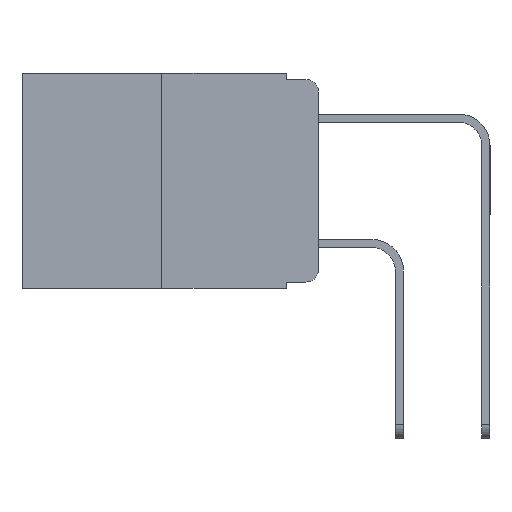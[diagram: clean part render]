
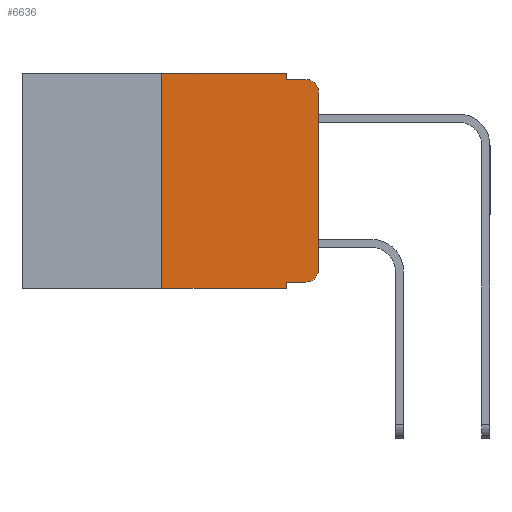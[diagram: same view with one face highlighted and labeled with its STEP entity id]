
A CAD part, left-side view. The second image highlights one B-rep face of the part: STEP entity #6636.
In plain terms, the highlighted planar face has unit normal (-1, 0, 0).
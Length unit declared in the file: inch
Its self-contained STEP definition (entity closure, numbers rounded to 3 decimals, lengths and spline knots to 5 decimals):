
#91 = VECTOR ( 'NONE', #14165, 39.37008 ) ;
#233 = DIRECTION ( 'NONE',  ( 0., 0., -1. ) ) ;
#402 = CIRCLE ( 'NONE', #16176, 0.02 ) ;
#627 = VERTEX_POINT ( 'NONE', #11943 ) ;
#1131 = LINE ( 'NONE', #4082, #15664 ) ;
#1817 = CARTESIAN_POINT ( 'NONE',  ( 0., 0.25, -0.343 ) ) ;
#2332 = VECTOR ( 'NONE', #3960, 39.37008 ) ;
#2374 = CARTESIAN_POINT ( 'NONE',  ( 0., 0.473, 0. ) ) ;
#2570 = EDGE_CURVE ( 'NONE', #11864, #4997, #17314, .T. ) ;
#2840 = CARTESIAN_POINT ( 'NONE',  ( 0., 0., 0. ) ) ;
#2873 = DIRECTION ( 'NONE',  ( 1., 0., 0. ) ) ;
#3149 = LINE ( 'NONE', #6830, #13492 ) ;
#3439 = LINE ( 'NONE', #4277, #17037 ) ;
#3444 = CARTESIAN_POINT ( 'NONE',  ( 0., 0.051, -0.333 ) ) ;
#3623 = EDGE_CURVE ( 'NONE', #4997, #7260, #16490, .T. ) ;
#3960 = DIRECTION ( 'NONE',  ( 0., -1., 0. ) ) ;
#3964 = ORIENTED_EDGE ( 'NONE', *, *, #14823, .T. ) ;
#4044 = VERTEX_POINT ( 'NONE', #1817 ) ;
#4082 = CARTESIAN_POINT ( 'NONE',  ( 0., 0.051, -0.01 ) ) ;
#4277 = CARTESIAN_POINT ( 'NONE',  ( 0., 0.473, -0.343 ) ) ;
#4289 = ORIENTED_EDGE ( 'NONE', *, *, #12275, .T. ) ;
#4484 = EDGE_CURVE ( 'NONE', #4044, #627, #3439, .T. ) ;
#4496 = VERTEX_POINT ( 'NONE', #12365 ) ;
#4579 = EDGE_CURVE ( 'NONE', #11864, #627, #12527, .T. ) ;
#4724 = FACE_OUTER_BOUND ( 'NONE', #12639, .T. ) ;
#4836 = CARTESIAN_POINT ( 'NONE',  ( 0., 0.25, 0. ) ) ;
#4997 = VERTEX_POINT ( 'NONE', #13253 ) ;
#5097 = DIRECTION ( 'NONE',  ( -1., 0., 0. ) ) ;
#5505 = EDGE_CURVE ( 'NONE', #4044, #6441, #11505, .T. ) ;
#5602 = CARTESIAN_POINT ( 'NONE',  ( 0., 0.051, -0.333 ) ) ;
#5684 = ORIENTED_EDGE ( 'NONE', *, *, #13968, .F. ) ;
#6067 = ORIENTED_EDGE ( 'NONE', *, *, #6457, .F. ) ;
#6441 = VERTEX_POINT ( 'NONE', #9470 ) ;
#6457 = EDGE_CURVE ( 'NONE', #14291, #8697, #3149, .T. ) ;
#6636 = ADVANCED_FACE ( 'NONE', ( #4724 ), #14910, .F. ) ;
#6830 = CARTESIAN_POINT ( 'NONE',  ( 0., 0.051, 0. ) ) ;
#6880 = DIRECTION ( 'NONE',  ( 0., -1., 0. ) ) ;
#7260 = VERTEX_POINT ( 'NONE', #17683 ) ;
#7544 = EDGE_CURVE ( 'NONE', #6441, #14291, #12850, .T. ) ;
#8124 = ORIENTED_EDGE ( 'NONE', *, *, #7544, .F. ) ;
#8573 = CARTESIAN_POINT ( 'NONE',  ( 0., 0.051, 0. ) ) ;
#8697 = VERTEX_POINT ( 'NONE', #10233 ) ;
#9007 = DIRECTION ( 'NONE',  ( -1., 0., 0. ) ) ;
#9470 = CARTESIAN_POINT ( 'NONE',  ( 0., 0.25, 0. ) ) ;
#9683 = AXIS2_PLACEMENT_3D ( 'NONE', #9823, #2873, #12430 ) ;
#9823 = CARTESIAN_POINT ( 'NONE',  ( 0., 0.473, 0. ) ) ;
#10050 = VECTOR ( 'NONE', #12393, 39.37008 ) ;
#10233 = CARTESIAN_POINT ( 'NONE',  ( 0., 0.051, -0.01 ) ) ;
#10850 = ORIENTED_EDGE ( 'NONE', *, *, #5505, .F. ) ;
#11505 = LINE ( 'NONE', #4836, #91 ) ;
#11704 = ORIENTED_EDGE ( 'NONE', *, *, #4484, .T. ) ;
#11864 = VERTEX_POINT ( 'NONE', #5602 ) ;
#11943 = CARTESIAN_POINT ( 'NONE',  ( 0., 0.051, -0.343 ) ) ;
#12219 = CARTESIAN_POINT ( 'NONE',  ( 0., 0., -0.03 ) ) ;
#12275 = EDGE_CURVE ( 'NONE', #15205, #4496, #402, .T. ) ;
#12365 = CARTESIAN_POINT ( 'NONE',  ( 0., 0.02, -0.01 ) ) ;
#12393 = DIRECTION ( 'NONE',  ( 0., 0., 1. ) ) ;
#12430 = DIRECTION ( 'NONE',  ( 0., 0., -1. ) ) ;
#12527 = LINE ( 'NONE', #8573, #12921 ) ;
#12639 = EDGE_LOOP ( 'NONE', ( #3964, #4289, #5684, #6067, #8124, #10850, #11704, #12655, #13199, #14724 ) ) ;
#12655 = ORIENTED_EDGE ( 'NONE', *, *, #4579, .F. ) ;
#12850 = LINE ( 'NONE', #2374, #2332 ) ;
#12921 = VECTOR ( 'NONE', #14955, 39.37008 ) ;
#13079 = LINE ( 'NONE', #2840, #10050 ) ;
#13086 = CARTESIAN_POINT ( 'NONE',  ( 0., 0.02, -0.03 ) ) ;
#13199 = ORIENTED_EDGE ( 'NONE', *, *, #2570, .T. ) ;
#13253 = CARTESIAN_POINT ( 'NONE',  ( 0., 0.02, -0.333 ) ) ;
#13492 = VECTOR ( 'NONE', #17150, 39.37008 ) ;
#13767 = AXIS2_PLACEMENT_3D ( 'NONE', #16673, #9007, #233 ) ;
#13968 = EDGE_CURVE ( 'NONE', #8697, #4496, #1131, .T. ) ;
#13981 = VECTOR ( 'NONE', #15413, 39.37008 ) ;
#14165 = DIRECTION ( 'NONE',  ( 0., 0., 1. ) ) ;
#14291 = VERTEX_POINT ( 'NONE', #16535 ) ;
#14350 = DIRECTION ( 'NONE',  ( 0., 0., -1. ) ) ;
#14724 = ORIENTED_EDGE ( 'NONE', *, *, #3623, .T. ) ;
#14823 = EDGE_CURVE ( 'NONE', #7260, #15205, #13079, .T. ) ;
#14910 = PLANE ( 'NONE',  #9683 ) ;
#14955 = DIRECTION ( 'NONE',  ( 0., 0., -1. ) ) ;
#15205 = VERTEX_POINT ( 'NONE', #12219 ) ;
#15413 = DIRECTION ( 'NONE',  ( 0., -1., 0. ) ) ;
#15664 = VECTOR ( 'NONE', #6880, 39.37008 ) ;
#16129 = DIRECTION ( 'NONE',  ( 0., -1., 0. ) ) ;
#16176 = AXIS2_PLACEMENT_3D ( 'NONE', #13086, #5097, #14350 ) ;
#16490 = CIRCLE ( 'NONE', #13767, 0.02 ) ;
#16535 = CARTESIAN_POINT ( 'NONE',  ( 0., 0.051, 0. ) ) ;
#16673 = CARTESIAN_POINT ( 'NONE',  ( 0., 0.02, -0.313 ) ) ;
#17037 = VECTOR ( 'NONE', #16129, 39.37008 ) ;
#17150 = DIRECTION ( 'NONE',  ( 0., 0., -1. ) ) ;
#17314 = LINE ( 'NONE', #3444, #13981 ) ;
#17683 = CARTESIAN_POINT ( 'NONE',  ( 0., 0., -0.313 ) ) ;
